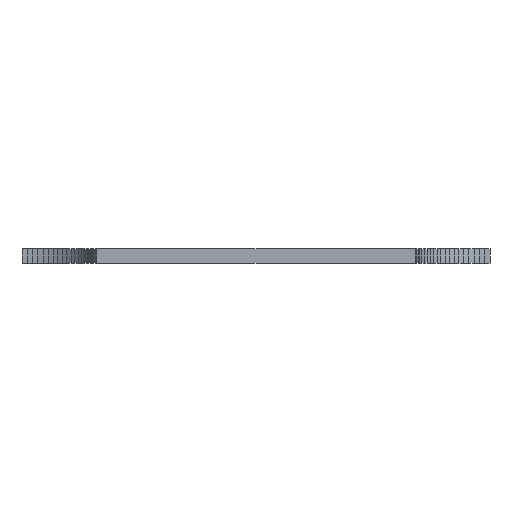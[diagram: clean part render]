
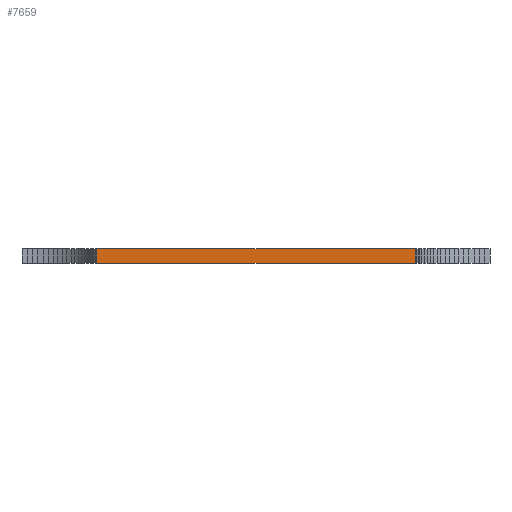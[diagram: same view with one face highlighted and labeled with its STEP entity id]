
A CAD part, front view. The second image highlights one B-rep face of the part: STEP entity #7659.
In plain terms, the highlighted planar face has unit normal (0, -1, 0).
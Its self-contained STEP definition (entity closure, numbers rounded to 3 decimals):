
#90 = PLANE('',#91);
#91 = AXIS2_PLACEMENT_3D('',#92,#93,#94);
#92 = CARTESIAN_POINT('',(165.,-75.,1.6));
#93 = DIRECTION('',(-0.,-0.,-1.));
#94 = DIRECTION('',(-1.,0.,0.));
#144 = PLANE('',#145);
#145 = AXIS2_PLACEMENT_3D('',#146,#147,#148);
#146 = CARTESIAN_POINT('',(165.,-75.,0.));
#147 = DIRECTION('',(-0.,-0.,-1.));
#148 = DIRECTION('',(-1.,0.,0.));
#1457 = VERTEX_POINT('',#1458);
#1458 = CARTESIAN_POINT('',(182.,-113.,0.));
#1472 = PLANE('',#1473);
#1473 = AXIS2_PLACEMENT_3D('',#1474,#1475,#1476);
#1474 = CARTESIAN_POINT('',(182.02,-112.429,0.));
#1475 = DIRECTION('',(0.999,-0.036,0.));
#1476 = DIRECTION('',(-0.036,-0.999,0.));
#1484 = EDGE_CURVE('',#1457,#1485,#1487,.T.);
#1485 = VERTEX_POINT('',#1486);
#1486 = CARTESIAN_POINT('',(148.,-113.,0.));
#1487 = SURFACE_CURVE('',#1488,(#1492,#1499),.PCURVE_S1.);
#1488 = LINE('',#1489,#1490);
#1489 = CARTESIAN_POINT('',(182.,-113.,0.));
#1490 = VECTOR('',#1491,1.);
#1491 = DIRECTION('',(-1.,0.,0.));
#1492 = PCURVE('',#144,#1493);
#1493 = DEFINITIONAL_REPRESENTATION('',(#1494),#1498);
#1494 = LINE('',#1495,#1496);
#1495 = CARTESIAN_POINT('',(-17.,-38.));
#1496 = VECTOR('',#1497,1.);
#1497 = DIRECTION('',(1.,0.));
#1498 = ( GEOMETRIC_REPRESENTATION_CONTEXT(2) 
PARAMETRIC_REPRESENTATION_CONTEXT() REPRESENTATION_CONTEXT('2D SPACE',''
  ) );
#1499 = PCURVE('',#1500,#1505);
#1500 = PLANE('',#1501);
#1501 = AXIS2_PLACEMENT_3D('',#1502,#1503,#1504);
#1502 = CARTESIAN_POINT('',(182.,-113.,0.));
#1503 = DIRECTION('',(0.,-1.,0.));
#1504 = DIRECTION('',(-1.,0.,0.));
#1505 = DEFINITIONAL_REPRESENTATION('',(#1506),#1510);
#1506 = LINE('',#1507,#1508);
#1507 = CARTESIAN_POINT('',(0.,-0.));
#1508 = VECTOR('',#1509,1.);
#1509 = DIRECTION('',(1.,0.));
#1510 = ( GEOMETRIC_REPRESENTATION_CONTEXT(2) 
PARAMETRIC_REPRESENTATION_CONTEXT() REPRESENTATION_CONTEXT('2D SPACE',''
  ) );
#1528 = PLANE('',#1529);
#1529 = AXIS2_PLACEMENT_3D('',#1530,#1531,#1532);
#1530 = CARTESIAN_POINT('',(148.,-113.,0.));
#1531 = DIRECTION('',(-0.999,-0.036,0.));
#1532 = DIRECTION('',(-0.036,0.999,0.));
#4023 = VERTEX_POINT('',#4024);
#4024 = CARTESIAN_POINT('',(182.,-113.,1.6));
#4045 = EDGE_CURVE('',#4023,#4046,#4048,.T.);
#4046 = VERTEX_POINT('',#4047);
#4047 = CARTESIAN_POINT('',(148.,-113.,1.6));
#4048 = SURFACE_CURVE('',#4049,(#4053,#4060),.PCURVE_S1.);
#4049 = LINE('',#4050,#4051);
#4050 = CARTESIAN_POINT('',(182.,-113.,1.6));
#4051 = VECTOR('',#4052,1.);
#4052 = DIRECTION('',(-1.,0.,0.));
#4053 = PCURVE('',#90,#4054);
#4054 = DEFINITIONAL_REPRESENTATION('',(#4055),#4059);
#4055 = LINE('',#4056,#4057);
#4056 = CARTESIAN_POINT('',(-17.,-38.));
#4057 = VECTOR('',#4058,1.);
#4058 = DIRECTION('',(1.,0.));
#4059 = ( GEOMETRIC_REPRESENTATION_CONTEXT(2) 
PARAMETRIC_REPRESENTATION_CONTEXT() REPRESENTATION_CONTEXT('2D SPACE',''
  ) );
#4060 = PCURVE('',#1500,#4061);
#4061 = DEFINITIONAL_REPRESENTATION('',(#4062),#4066);
#4062 = LINE('',#4063,#4064);
#4063 = CARTESIAN_POINT('',(0.,-1.6));
#4064 = VECTOR('',#4065,1.);
#4065 = DIRECTION('',(1.,0.));
#4066 = ( GEOMETRIC_REPRESENTATION_CONTEXT(2) 
PARAMETRIC_REPRESENTATION_CONTEXT() REPRESENTATION_CONTEXT('2D SPACE',''
  ) );
#7611 = EDGE_CURVE('',#1457,#4023,#7612,.T.);
#7612 = SURFACE_CURVE('',#7613,(#7617,#7624),.PCURVE_S1.);
#7613 = LINE('',#7614,#7615);
#7614 = CARTESIAN_POINT('',(182.,-113.,0.));
#7615 = VECTOR('',#7616,1.);
#7616 = DIRECTION('',(0.,0.,1.));
#7617 = PCURVE('',#1472,#7618);
#7618 = DEFINITIONAL_REPRESENTATION('',(#7619),#7623);
#7619 = LINE('',#7620,#7621);
#7620 = CARTESIAN_POINT('',(0.571,0.));
#7621 = VECTOR('',#7622,1.);
#7622 = DIRECTION('',(0.,-1.));
#7623 = ( GEOMETRIC_REPRESENTATION_CONTEXT(2) 
PARAMETRIC_REPRESENTATION_CONTEXT() REPRESENTATION_CONTEXT('2D SPACE',''
  ) );
#7624 = PCURVE('',#1500,#7625);
#7625 = DEFINITIONAL_REPRESENTATION('',(#7626),#7630);
#7626 = LINE('',#7627,#7628);
#7627 = CARTESIAN_POINT('',(0.,-0.));
#7628 = VECTOR('',#7629,1.);
#7629 = DIRECTION('',(0.,-1.));
#7630 = ( GEOMETRIC_REPRESENTATION_CONTEXT(2) 
PARAMETRIC_REPRESENTATION_CONTEXT() REPRESENTATION_CONTEXT('2D SPACE',''
  ) );
#7659 = ADVANCED_FACE('',(#7660),#1500,.T.);
#7660 = FACE_BOUND('',#7661,.T.);
#7661 = EDGE_LOOP('',(#7662,#7663,#7664,#7685));
#7662 = ORIENTED_EDGE('',*,*,#7611,.T.);
#7663 = ORIENTED_EDGE('',*,*,#4045,.T.);
#7664 = ORIENTED_EDGE('',*,*,#7665,.F.);
#7665 = EDGE_CURVE('',#1485,#4046,#7666,.T.);
#7666 = SURFACE_CURVE('',#7667,(#7671,#7678),.PCURVE_S1.);
#7667 = LINE('',#7668,#7669);
#7668 = CARTESIAN_POINT('',(148.,-113.,0.));
#7669 = VECTOR('',#7670,1.);
#7670 = DIRECTION('',(0.,0.,1.));
#7671 = PCURVE('',#1500,#7672);
#7672 = DEFINITIONAL_REPRESENTATION('',(#7673),#7677);
#7673 = LINE('',#7674,#7675);
#7674 = CARTESIAN_POINT('',(34.,0.));
#7675 = VECTOR('',#7676,1.);
#7676 = DIRECTION('',(0.,-1.));
#7677 = ( GEOMETRIC_REPRESENTATION_CONTEXT(2) 
PARAMETRIC_REPRESENTATION_CONTEXT() REPRESENTATION_CONTEXT('2D SPACE',''
  ) );
#7678 = PCURVE('',#1528,#7679);
#7679 = DEFINITIONAL_REPRESENTATION('',(#7680),#7684);
#7680 = LINE('',#7681,#7682);
#7681 = CARTESIAN_POINT('',(0.,0.));
#7682 = VECTOR('',#7683,1.);
#7683 = DIRECTION('',(0.,-1.));
#7684 = ( GEOMETRIC_REPRESENTATION_CONTEXT(2) 
PARAMETRIC_REPRESENTATION_CONTEXT() REPRESENTATION_CONTEXT('2D SPACE',''
  ) );
#7685 = ORIENTED_EDGE('',*,*,#1484,.F.);
